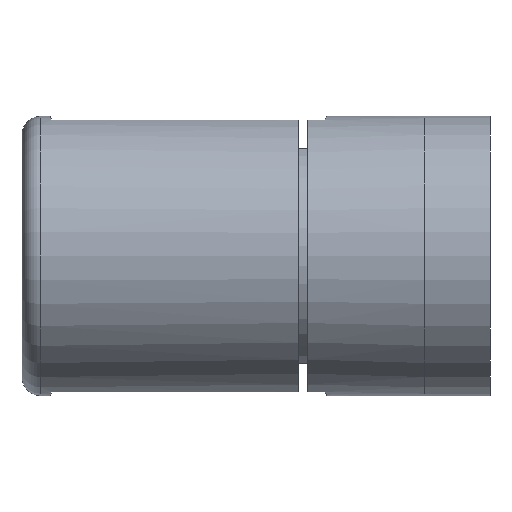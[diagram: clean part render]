
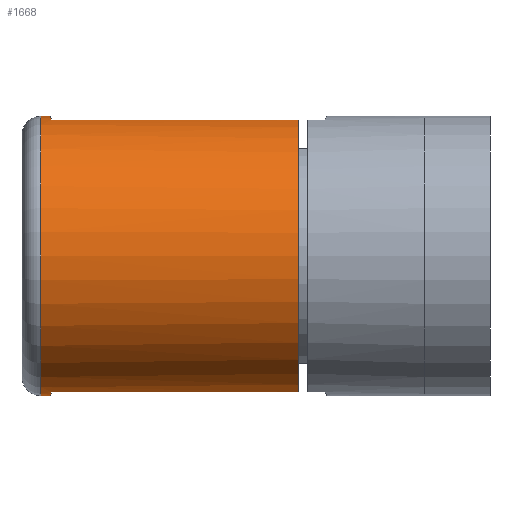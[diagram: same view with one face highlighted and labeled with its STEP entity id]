
A CAD part, left-side view. The second image highlights one B-rep face of the part: STEP entity #1668.
In plain terms, the highlighted cylindrical face has radius 15 mm (diameter 30 mm), a full revolution.
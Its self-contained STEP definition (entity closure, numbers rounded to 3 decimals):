
#9 = CYLINDRICAL_SURFACE ( 'NONE', #2238, 15. ) ;
#235 = AXIS2_PLACEMENT_3D ( 'NONE', #544, #15315, #3282 ) ;
#433 = DIRECTION ( 'NONE',  ( 0., 0., 1. ) ) ;
#462 = CARTESIAN_POINT ( 'NONE',  ( 0., 3.5, -15. ) ) ;
#481 = DIRECTION ( 'NONE',  ( 0., 1., 0. ) ) ;
#544 = CARTESIAN_POINT ( 'NONE',  ( 0., 31.15, 0. ) ) ;
#849 = EDGE_CURVE ( 'NONE', #5772, #15719, #11041, .T. ) ;
#1340 = EDGE_CURVE ( 'NONE', #12161, #6651, #6612, .T. ) ;
#1409 = ORIENTED_EDGE ( 'NONE', *, *, #3865, .T. ) ;
#1655 = ORIENTED_EDGE ( 'NONE', *, *, #16289, .T. ) ;
#1668 = ADVANCED_FACE ( 'NONE', ( #16340, #5256 ), #9, .T. ) ;
#1871 = CARTESIAN_POINT ( 'NONE',  ( -1.18, 4.562, -15. ) ) ;
#2238 = AXIS2_PLACEMENT_3D ( 'NONE', #12688, #15352, #12628 ) ;
#2351 = CARTESIAN_POINT ( 'NONE',  ( 3.5, 31.15, 14.586 ) ) ;
#2426 = EDGE_CURVE ( 'NONE', #14561, #2902, #10418, .T. ) ;
#2499 = VECTOR ( 'NONE', #7197, 1000. ) ;
#2523 = CARTESIAN_POINT ( 'NONE',  ( 3.5, 31.15, 14.586 ) ) ;
#2612 = DIRECTION ( 'NONE',  ( 0., -1., 0. ) ) ;
#2902 = VERTEX_POINT ( 'NONE', #11801 ) ;
#3282 = DIRECTION ( 'NONE',  ( 0., 0., 1. ) ) ;
#3289 = ORIENTED_EDGE ( 'NONE', *, *, #8254, .T. ) ;
#3612 = CIRCLE ( 'NONE', #3619, 15. ) ;
#3619 = AXIS2_PLACEMENT_3D ( 'NONE', #4696, #481, #13944 ) ;
#3636 = CARTESIAN_POINT ( 'NONE',  ( 0., 4.5, 15. ) ) ;
#3865 = EDGE_CURVE ( 'NONE', #7233, #12924, #4249, .T. ) ;
#3906 = CARTESIAN_POINT ( 'NONE',  ( -3.5, 31.15, -14.586 ) ) ;
#4249 = LINE ( 'NONE', #3906, #14244 ) ;
#4365 = ORIENTED_EDGE ( 'NONE', *, *, #14704, .T. ) ;
#4632 = CARTESIAN_POINT ( 'NONE',  ( -2.352, 4.623, -14.861 ) ) ;
#4671 = EDGE_CURVE ( 'NONE', #7233, #15719, #12929, .T. ) ;
#4696 = CARTESIAN_POINT ( 'NONE',  ( 0., 3.5, 0. ) ) ;
#4944 = CARTESIAN_POINT ( 'NONE',  ( -3.5, 31.15, -14.586 ) ) ;
#4986 =( BOUNDED_CURVE ( )  B_SPLINE_CURVE ( 3, ( #13873, #4632, #1871, #12513 ),
 .UNSPECIFIED., .F., .F. ) 
 B_SPLINE_CURVE_WITH_KNOTS ( ( 4, 4 ),
 ( 4.477, 4.712 ),
 .UNSPECIFIED. ) 
 CURVE ( )  GEOMETRIC_REPRESENTATION_ITEM ( )  RATIONAL_B_SPLINE_CURVE ( ( 1., 0.995, 0.995, 1. ) ) 
 REPRESENTATION_ITEM ( '' )  );
#4988 = CARTESIAN_POINT ( 'NONE',  ( -1.18, 4.562, 15. ) ) ;
#5012 = VERTEX_POINT ( 'NONE', #12364 ) ;
#5022 = VERTEX_POINT ( 'NONE', #462 ) ;
#5256 = FACE_OUTER_BOUND ( 'NONE', #11580, .T. ) ;
#5710 = LINE ( 'NONE', #2523, #9884 ) ;
#5772 = VERTEX_POINT ( 'NONE', #12325 ) ;
#5818 = ORIENTED_EDGE ( 'NONE', *, *, #1340, .T. ) ;
#6612 =( BOUNDED_CURVE ( )  B_SPLINE_CURVE ( 3, ( #15638, #17091, #14505, #7805 ),
 .UNSPECIFIED., .F., .F. ) 
 B_SPLINE_CURVE_WITH_KNOTS ( ( 4, 4 ),
 ( 1.571, 1.806 ),
 .UNSPECIFIED. ) 
 CURVE ( )  GEOMETRIC_REPRESENTATION_ITEM ( )  RATIONAL_B_SPLINE_CURVE ( ( 1., 0.995, 0.995, 1. ) ) 
 REPRESENTATION_ITEM ( '' )  );
#6647 = DIRECTION ( 'NONE',  ( 0., 1., 0. ) ) ;
#6651 = VERTEX_POINT ( 'NONE', #7639 ) ;
#7197 = DIRECTION ( 'NONE',  ( 0., 1., 0. ) ) ;
#7233 = VERTEX_POINT ( 'NONE', #4944 ) ;
#7547 = CARTESIAN_POINT ( 'NONE',  ( 1.18, 4.562, 15. ) ) ;
#7603 = CARTESIAN_POINT ( 'NONE',  ( 3.5, 4.683, 14.586 ) ) ;
#7639 = CARTESIAN_POINT ( 'NONE',  ( 3.5, 4.683, -14.586 ) ) ;
#7805 = CARTESIAN_POINT ( 'NONE',  ( 3.5, 4.683, -14.586 ) ) ;
#7986 =( BOUNDED_CURVE ( )  B_SPLINE_CURVE ( 3, ( #7603, #12880, #7547, #11702 ),
 .UNSPECIFIED., .F., .F. ) 
 B_SPLINE_CURVE_WITH_KNOTS ( ( 4, 4 ),
 ( 4.477, 4.712 ),
 .UNSPECIFIED. ) 
 CURVE ( )  GEOMETRIC_REPRESENTATION_ITEM ( )  RATIONAL_B_SPLINE_CURVE ( ( 1., 0.995, 0.995, 1. ) ) 
 REPRESENTATION_ITEM ( '' )  );
#7998 = CARTESIAN_POINT ( 'NONE',  ( 3.5, 31.15, -14.586 ) ) ;
#8099 = EDGE_CURVE ( 'NONE', #14561, #16352, #5710, .T. ) ;
#8254 = EDGE_CURVE ( 'NONE', #5022, #5022, #3612, .T. ) ;
#8435 = CARTESIAN_POINT ( 'NONE',  ( 0., 31.15, 0. ) ) ;
#8604 = CARTESIAN_POINT ( 'NONE',  ( -3.5, 31.15, 14.586 ) ) ;
#8896 = CARTESIAN_POINT ( 'NONE',  ( 0., 4.5, -15. ) ) ;
#9884 = VECTOR ( 'NONE', #11824, 1000. ) ;
#9889 = CARTESIAN_POINT ( 'NONE',  ( -3.5, 4.683, -14.586 ) ) ;
#9917 = ORIENTED_EDGE ( 'NONE', *, *, #14442, .T. ) ;
#10175 = AXIS2_PLACEMENT_3D ( 'NONE', #8435, #10914, #433 ) ;
#10201 = ORIENTED_EDGE ( 'NONE', *, *, #10565, .T. ) ;
#10418 = CIRCLE ( 'NONE', #235, 15. ) ;
#10565 = EDGE_CURVE ( 'NONE', #12924, #12161, #4986, .T. ) ;
#10914 = DIRECTION ( 'NONE',  ( 0., 1., 0. ) ) ;
#11041 = LINE ( 'NONE', #8604, #2499 ) ;
#11333 = EDGE_LOOP ( 'NONE', ( #3289 ) ) ;
#11580 = EDGE_LOOP ( 'NONE', ( #5818, #9917, #11594, #16013, #1655, #4365, #15153, #12180, #1409, #10201 ) ) ;
#11594 = ORIENTED_EDGE ( 'NONE', *, *, #2426, .F. ) ;
#11702 = CARTESIAN_POINT ( 'NONE',  ( 0., 4.5, 15. ) ) ;
#11801 = CARTESIAN_POINT ( 'NONE',  ( 3.5, 31.15, -14.586 ) ) ;
#11824 = DIRECTION ( 'NONE',  ( 0., -1., 0. ) ) ;
#12161 = VERTEX_POINT ( 'NONE', #8896 ) ;
#12180 = ORIENTED_EDGE ( 'NONE', *, *, #4671, .F. ) ;
#12325 = CARTESIAN_POINT ( 'NONE',  ( -3.5, 4.683, 14.586 ) ) ;
#12364 = CARTESIAN_POINT ( 'NONE',  ( 0., 4.5, 15. ) ) ;
#12513 = CARTESIAN_POINT ( 'NONE',  ( 0., 4.5, -15. ) ) ;
#12628 = DIRECTION ( 'NONE',  ( 0., 0., -1. ) ) ;
#12688 = CARTESIAN_POINT ( 'NONE',  ( 0., 31.15, 0. ) ) ;
#12880 = CARTESIAN_POINT ( 'NONE',  ( 2.352, 4.623, 14.861 ) ) ;
#12924 = VERTEX_POINT ( 'NONE', #9889 ) ;
#12929 = CIRCLE ( 'NONE', #10175, 15. ) ;
#13633 = VECTOR ( 'NONE', #6647, 1000. ) ;
#13873 = CARTESIAN_POINT ( 'NONE',  ( -3.5, 4.683, -14.586 ) ) ;
#13944 = DIRECTION ( 'NONE',  ( 0., 0., -1. ) ) ;
#14244 = VECTOR ( 'NONE', #2612, 1000. ) ;
#14316 = CARTESIAN_POINT ( 'NONE',  ( -3.5, 4.683, 14.586 ) ) ;
#14442 = EDGE_CURVE ( 'NONE', #6651, #2902, #17213, .T. ) ;
#14505 = CARTESIAN_POINT ( 'NONE',  ( 2.352, 4.623, -14.861 ) ) ;
#14561 = VERTEX_POINT ( 'NONE', #2351 ) ;
#14704 = EDGE_CURVE ( 'NONE', #5012, #5772, #16981, .T. ) ;
#15153 = ORIENTED_EDGE ( 'NONE', *, *, #849, .T. ) ;
#15224 = CARTESIAN_POINT ( 'NONE',  ( -3.5, 31.15, 14.586 ) ) ;
#15315 = DIRECTION ( 'NONE',  ( 0., 1., 0. ) ) ;
#15352 = DIRECTION ( 'NONE',  ( 0., -1., 0. ) ) ;
#15638 = CARTESIAN_POINT ( 'NONE',  ( 0., 4.5, -15. ) ) ;
#15719 = VERTEX_POINT ( 'NONE', #15224 ) ;
#15796 = CARTESIAN_POINT ( 'NONE',  ( -2.352, 4.623, 14.861 ) ) ;
#15902 = CARTESIAN_POINT ( 'NONE',  ( 3.5, 4.683, 14.586 ) ) ;
#16013 = ORIENTED_EDGE ( 'NONE', *, *, #8099, .T. ) ;
#16289 = EDGE_CURVE ( 'NONE', #16352, #5012, #7986, .T. ) ;
#16340 = FACE_OUTER_BOUND ( 'NONE', #11333, .T. ) ;
#16352 = VERTEX_POINT ( 'NONE', #15902 ) ;
#16981 =( BOUNDED_CURVE ( )  B_SPLINE_CURVE ( 3, ( #3636, #4988, #15796, #14316 ),
 .UNSPECIFIED., .F., .F. ) 
 B_SPLINE_CURVE_WITH_KNOTS ( ( 4, 4 ),
 ( 1.571, 1.806 ),
 .UNSPECIFIED. ) 
 CURVE ( )  GEOMETRIC_REPRESENTATION_ITEM ( )  RATIONAL_B_SPLINE_CURVE ( ( 1., 0.995, 0.995, 1. ) ) 
 REPRESENTATION_ITEM ( '' )  );
#17091 = CARTESIAN_POINT ( 'NONE',  ( 1.18, 4.562, -15. ) ) ;
#17213 = LINE ( 'NONE', #7998, #13633 ) ;
